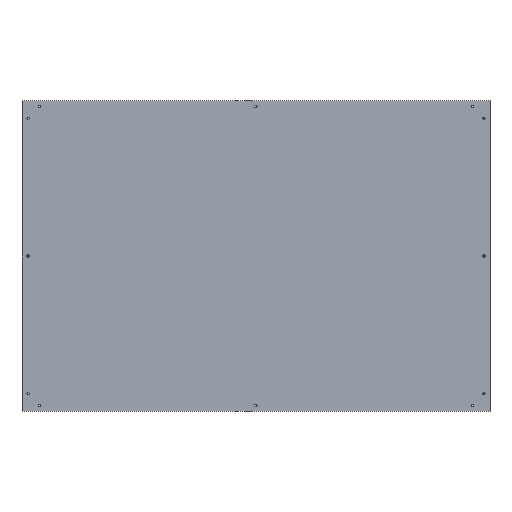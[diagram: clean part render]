
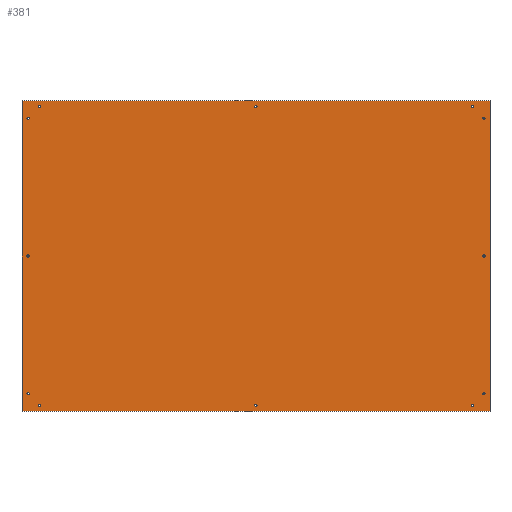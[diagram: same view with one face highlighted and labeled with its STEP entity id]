
A CAD part, top view. The second image highlights one B-rep face of the part: STEP entity #381.
In plain terms, the highlighted planar face has unit normal (0, 0, 1).
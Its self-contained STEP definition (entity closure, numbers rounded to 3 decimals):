
#15=FACE_BOUND('',#80,.T.);
#16=FACE_BOUND('',#81,.T.);
#17=FACE_BOUND('',#82,.T.);
#18=FACE_BOUND('',#83,.T.);
#19=FACE_BOUND('',#84,.T.);
#20=FACE_BOUND('',#85,.T.);
#21=FACE_BOUND('',#86,.T.);
#22=FACE_BOUND('',#87,.T.);
#23=FACE_BOUND('',#88,.T.);
#24=FACE_BOUND('',#89,.T.);
#25=FACE_BOUND('',#90,.T.);
#26=FACE_BOUND('',#91,.T.);
#43=PLANE('',#437);
#61=FACE_OUTER_BOUND('',#79,.T.);
#79=EDGE_LOOP('',(#321,#322,#323,#324));
#80=EDGE_LOOP('',(#325));
#81=EDGE_LOOP('',(#326));
#82=EDGE_LOOP('',(#327));
#83=EDGE_LOOP('',(#328));
#84=EDGE_LOOP('',(#329));
#85=EDGE_LOOP('',(#330));
#86=EDGE_LOOP('',(#331));
#87=EDGE_LOOP('',(#332));
#88=EDGE_LOOP('',(#333));
#89=EDGE_LOOP('',(#334));
#90=EDGE_LOOP('',(#335));
#91=EDGE_LOOP('',(#336));
#117=LINE('',#625,#141);
#121=LINE('',#633,#145);
#124=LINE('',#639,#148);
#127=LINE('',#644,#151);
#141=VECTOR('',#527,10.);
#145=VECTOR('',#533,10.);
#148=VECTOR('',#538,10.);
#151=VECTOR('',#543,10.);
#153=CIRCLE('',#398,2.75);
#155=CIRCLE('',#401,2.75);
#157=CIRCLE('',#404,2.75);
#159=CIRCLE('',#407,2.75);
#161=CIRCLE('',#410,2.75);
#163=CIRCLE('',#413,2.75);
#165=CIRCLE('',#416,2.75);
#167=CIRCLE('',#419,2.75);
#169=CIRCLE('',#422,2.75);
#171=CIRCLE('',#425,2.75);
#173=CIRCLE('',#428,2.75);
#175=CIRCLE('',#431,2.75);
#177=VERTEX_POINT('',#551);
#179=VERTEX_POINT('',#557);
#181=VERTEX_POINT('',#563);
#183=VERTEX_POINT('',#569);
#185=VERTEX_POINT('',#575);
#187=VERTEX_POINT('',#581);
#189=VERTEX_POINT('',#587);
#191=VERTEX_POINT('',#593);
#193=VERTEX_POINT('',#599);
#195=VERTEX_POINT('',#605);
#197=VERTEX_POINT('',#611);
#199=VERTEX_POINT('',#617);
#201=VERTEX_POINT('',#623);
#202=VERTEX_POINT('',#624);
#205=VERTEX_POINT('',#632);
#207=VERTEX_POINT('',#638);
#209=EDGE_CURVE('',#177,#177,#153,.T.);
#212=EDGE_CURVE('',#179,#179,#155,.T.);
#215=EDGE_CURVE('',#181,#181,#157,.T.);
#218=EDGE_CURVE('',#183,#183,#159,.T.);
#221=EDGE_CURVE('',#185,#185,#161,.T.);
#224=EDGE_CURVE('',#187,#187,#163,.T.);
#227=EDGE_CURVE('',#189,#189,#165,.T.);
#230=EDGE_CURVE('',#191,#191,#167,.T.);
#233=EDGE_CURVE('',#193,#193,#169,.T.);
#236=EDGE_CURVE('',#195,#195,#171,.T.);
#239=EDGE_CURVE('',#197,#197,#173,.T.);
#242=EDGE_CURVE('',#199,#199,#175,.T.);
#245=EDGE_CURVE('',#201,#202,#117,.T.);
#249=EDGE_CURVE('',#205,#202,#121,.T.);
#252=EDGE_CURVE('',#207,#205,#124,.T.);
#255=EDGE_CURVE('',#207,#201,#127,.T.);
#321=ORIENTED_EDGE('',*,*,#255,.T.);
#322=ORIENTED_EDGE('',*,*,#245,.T.);
#323=ORIENTED_EDGE('',*,*,#249,.F.);
#324=ORIENTED_EDGE('',*,*,#252,.F.);
#325=ORIENTED_EDGE('',*,*,#209,.T.);
#326=ORIENTED_EDGE('',*,*,#212,.T.);
#327=ORIENTED_EDGE('',*,*,#215,.T.);
#328=ORIENTED_EDGE('',*,*,#218,.T.);
#329=ORIENTED_EDGE('',*,*,#221,.T.);
#330=ORIENTED_EDGE('',*,*,#224,.T.);
#331=ORIENTED_EDGE('',*,*,#227,.T.);
#332=ORIENTED_EDGE('',*,*,#230,.T.);
#333=ORIENTED_EDGE('',*,*,#233,.T.);
#334=ORIENTED_EDGE('',*,*,#236,.T.);
#335=ORIENTED_EDGE('',*,*,#239,.T.);
#336=ORIENTED_EDGE('',*,*,#242,.T.);
#381=ADVANCED_FACE('',(#61,#15,#16,#17,#18,#19,#20,#21,#22,#23,#24,#25,
#26),#43,.T.);
#398=AXIS2_PLACEMENT_3D('',#552,#443,#444);
#401=AXIS2_PLACEMENT_3D('',#558,#450,#451);
#404=AXIS2_PLACEMENT_3D('',#564,#457,#458);
#407=AXIS2_PLACEMENT_3D('',#570,#464,#465);
#410=AXIS2_PLACEMENT_3D('',#576,#471,#472);
#413=AXIS2_PLACEMENT_3D('',#582,#478,#479);
#416=AXIS2_PLACEMENT_3D('',#588,#485,#486);
#419=AXIS2_PLACEMENT_3D('',#594,#492,#493);
#422=AXIS2_PLACEMENT_3D('',#600,#499,#500);
#425=AXIS2_PLACEMENT_3D('',#606,#506,#507);
#428=AXIS2_PLACEMENT_3D('',#612,#513,#514);
#431=AXIS2_PLACEMENT_3D('',#618,#520,#521);
#437=AXIS2_PLACEMENT_3D('',#646,#545,#546);
#443=DIRECTION('center_axis',(0.,0.,-1.));
#444=DIRECTION('ref_axis',(1.,0.,0.));
#450=DIRECTION('center_axis',(0.,0.,-1.));
#451=DIRECTION('ref_axis',(1.,0.,0.));
#457=DIRECTION('center_axis',(0.,0.,-1.));
#458=DIRECTION('ref_axis',(1.,0.,0.));
#464=DIRECTION('center_axis',(0.,0.,-1.));
#465=DIRECTION('ref_axis',(1.,0.,0.));
#471=DIRECTION('center_axis',(0.,0.,-1.));
#472=DIRECTION('ref_axis',(1.,0.,0.));
#478=DIRECTION('center_axis',(0.,0.,-1.));
#479=DIRECTION('ref_axis',(1.,0.,0.));
#485=DIRECTION('center_axis',(0.,0.,-1.));
#486=DIRECTION('ref_axis',(1.,0.,0.));
#492=DIRECTION('center_axis',(0.,0.,-1.));
#493=DIRECTION('ref_axis',(1.,0.,0.));
#499=DIRECTION('center_axis',(0.,0.,-1.));
#500=DIRECTION('ref_axis',(1.,0.,0.));
#506=DIRECTION('center_axis',(0.,0.,-1.));
#507=DIRECTION('ref_axis',(1.,0.,0.));
#513=DIRECTION('center_axis',(0.,0.,-1.));
#514=DIRECTION('ref_axis',(1.,0.,0.));
#520=DIRECTION('center_axis',(0.,0.,-1.));
#521=DIRECTION('ref_axis',(1.,0.,0.));
#527=DIRECTION('',(0.,1.,0.));
#533=DIRECTION('',(1.,0.,0.));
#538=DIRECTION('',(0.,1.,0.));
#543=DIRECTION('',(1.,0.,0.));
#545=DIRECTION('center_axis',(0.,0.,1.));
#546=DIRECTION('ref_axis',(1.,0.,0.));
#551=CARTESIAN_POINT('',(-568.75,386.,0.));
#552=CARTESIAN_POINT('Origin',(-566.,386.,0.));
#557=CARTESIAN_POINT('',(-539.5,15.,0.));
#558=CARTESIAN_POINT('Origin',(-536.75,15.,0.));
#563=CARTESIAN_POINT('',(534.,15.,0.));
#564=CARTESIAN_POINT('Origin',(536.75,15.,0.));
#569=CARTESIAN_POINT('',(563.25,386.,0.));
#570=CARTESIAN_POINT('Origin',(566.,386.,0.));
#575=CARTESIAN_POINT('',(534.,757.,0.));
#576=CARTESIAN_POINT('Origin',(536.75,757.,0.));
#581=CARTESIAN_POINT('',(-539.5,757.,0.));
#582=CARTESIAN_POINT('Origin',(-536.75,757.,0.));
#587=CARTESIAN_POINT('',(-2.75,757.,0.));
#588=CARTESIAN_POINT('Origin',(0.,757.,0.));
#593=CARTESIAN_POINT('',(563.25,727.75,0.));
#594=CARTESIAN_POINT('Origin',(566.,727.75,0.));
#599=CARTESIAN_POINT('',(563.25,44.25,0.));
#600=CARTESIAN_POINT('Origin',(566.,44.25,0.));
#605=CARTESIAN_POINT('',(-2.75,15.,0.));
#606=CARTESIAN_POINT('Origin',(0.,15.,0.));
#611=CARTESIAN_POINT('',(-568.75,44.25,0.));
#612=CARTESIAN_POINT('Origin',(-566.,44.25,0.));
#617=CARTESIAN_POINT('',(-568.75,727.75,0.));
#618=CARTESIAN_POINT('Origin',(-566.,727.75,0.));
#623=CARTESIAN_POINT('',(581.,0.,0.));
#624=CARTESIAN_POINT('',(581.,772.,0.));
#625=CARTESIAN_POINT('',(581.,0.,0.));
#632=CARTESIAN_POINT('',(-581.,772.,0.));
#633=CARTESIAN_POINT('',(-581.,772.,0.));
#638=CARTESIAN_POINT('',(-581.,0.,0.));
#639=CARTESIAN_POINT('',(-581.,0.,0.));
#644=CARTESIAN_POINT('',(-581.,0.,0.));
#646=CARTESIAN_POINT('Origin',(0.,386.,0.));
